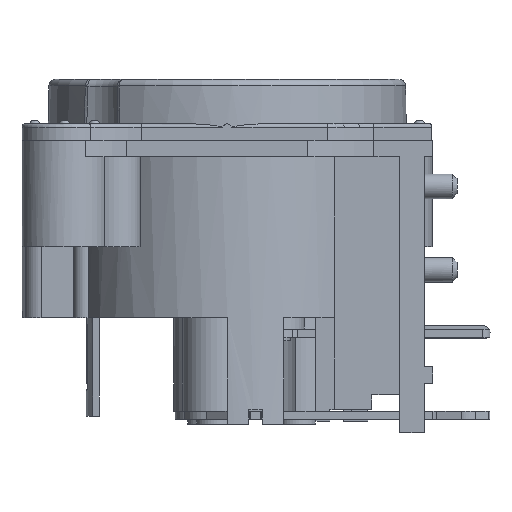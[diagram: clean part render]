
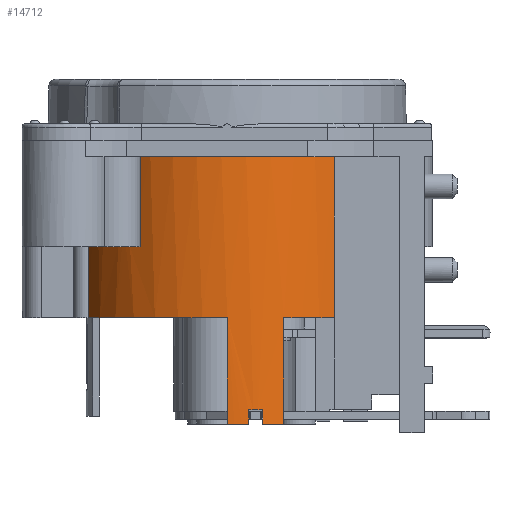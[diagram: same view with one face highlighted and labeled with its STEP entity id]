
A CAD part, left-side view. The second image highlights one B-rep face of the part: STEP entity #14712.
In plain terms, the highlighted cylindrical face has radius 9.2 mm (diameter 18.4 mm), a partial arc.
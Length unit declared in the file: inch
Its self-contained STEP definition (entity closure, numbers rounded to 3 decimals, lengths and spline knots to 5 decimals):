
#1159=LINE('',#22785,#2986);
#1160=LINE('',#22791,#2987);
#1161=LINE('',#22794,#2988);
#1162=LINE('',#22796,#2989);
#1163=LINE('',#22800,#2990);
#1164=LINE('',#22804,#2991);
#1165=LINE('',#22807,#2992);
#1166=LINE('',#22810,#2993);
#2986=VECTOR('',#17929,0.25591);
#2987=VECTOR('',#17934,0.03543);
#2988=VECTOR('',#17937,0.25591);
#2989=VECTOR('',#17938,0.38583);
#2990=VECTOR('',#17941,0.21654);
#2991=VECTOR('',#17944,0.21654);
#2992=VECTOR('',#17947,0.38583);
#2993=VECTOR('',#17950,0.03543);
#4333=FACE_OUTER_BOUND('',#4908,.T.);
#4908=EDGE_LOOP('',(#11775,#11776,#11777,#11778,#11779,#11780,#11781,#11782,
#11783,#11784,#11785,#11786,#11787,#11788,#11789,#11790));
#5505=CIRCLE('',#15436,0.3622);
#5517=CIRCLE('',#15448,0.3622);
#5530=CIRCLE('',#15463,0.3622);
#5531=CIRCLE('',#15464,0.3622);
#5532=CIRCLE('',#15465,0.3622);
#5533=CIRCLE('',#15466,0.3622);
#5534=CIRCLE('',#15467,0.3622);
#5535=CIRCLE('',#15468,0.3622);
#7017=VERTEX_POINT('',#22626);
#7019=VERTEX_POINT('',#22629);
#7068=VERTEX_POINT('',#22727);
#7069=VERTEX_POINT('',#22729);
#7095=VERTEX_POINT('',#22783);
#7096=VERTEX_POINT('',#22787);
#7097=VERTEX_POINT('',#22788);
#7098=VERTEX_POINT('',#22790);
#7099=VERTEX_POINT('',#22792);
#7100=VERTEX_POINT('',#22795);
#7101=VERTEX_POINT('',#22797);
#7102=VERTEX_POINT('',#22799);
#7103=VERTEX_POINT('',#22801);
#7104=VERTEX_POINT('',#22803);
#7105=VERTEX_POINT('',#22805);
#7106=VERTEX_POINT('',#22808);
#9061=EDGE_CURVE('',#7017,#7019,#5505,.T.);
#9111=EDGE_CURVE('',#7068,#7069,#5517,.T.);
#9139=EDGE_CURVE('',#7017,#7095,#1159,.T.);
#9140=EDGE_CURVE('',#7096,#7097,#5530,.T.);
#9141=EDGE_CURVE('',#7096,#7098,#1160,.T.);
#9142=EDGE_CURVE('',#7099,#7098,#5531,.T.);
#9143=EDGE_CURVE('',#7099,#7069,#1161,.T.);
#9144=EDGE_CURVE('',#7068,#7100,#1162,.T.);
#9145=EDGE_CURVE('',#7101,#7100,#5532,.T.);
#9146=EDGE_CURVE('',#7101,#7102,#1163,.T.);
#9147=EDGE_CURVE('',#7103,#7102,#5533,.T.);
#9148=EDGE_CURVE('',#7103,#7104,#1164,.T.);
#9149=EDGE_CURVE('',#7105,#7104,#5534,.T.);
#9150=EDGE_CURVE('',#7105,#7019,#1165,.T.);
#9151=EDGE_CURVE('',#7106,#7095,#5535,.T.);
#9152=EDGE_CURVE('',#7106,#7097,#1166,.T.);
#11775=ORIENTED_EDGE('',*,*,#9140,.F.);
#11776=ORIENTED_EDGE('',*,*,#9141,.T.);
#11777=ORIENTED_EDGE('',*,*,#9142,.F.);
#11778=ORIENTED_EDGE('',*,*,#9143,.T.);
#11779=ORIENTED_EDGE('',*,*,#9111,.F.);
#11780=ORIENTED_EDGE('',*,*,#9144,.T.);
#11781=ORIENTED_EDGE('',*,*,#9145,.F.);
#11782=ORIENTED_EDGE('',*,*,#9146,.T.);
#11783=ORIENTED_EDGE('',*,*,#9147,.F.);
#11784=ORIENTED_EDGE('',*,*,#9148,.T.);
#11785=ORIENTED_EDGE('',*,*,#9149,.F.);
#11786=ORIENTED_EDGE('',*,*,#9150,.T.);
#11787=ORIENTED_EDGE('',*,*,#9061,.F.);
#11788=ORIENTED_EDGE('',*,*,#9139,.T.);
#11789=ORIENTED_EDGE('',*,*,#9151,.F.);
#11790=ORIENTED_EDGE('',*,*,#9152,.T.);
#13955=CYLINDRICAL_SURFACE('',#15462,0.3622);
#14712=ADVANCED_FACE('',(#4333),#13955,.T.);
#15436=AXIS2_PLACEMENT_3D('',#22630,#17824,#17825);
#15448=AXIS2_PLACEMENT_3D('',#22730,#17886,#17887);
#15462=AXIS2_PLACEMENT_3D('',#22786,#17930,#17931);
#15463=AXIS2_PLACEMENT_3D('',#22789,#17932,#17933);
#15464=AXIS2_PLACEMENT_3D('',#22793,#17935,#17936);
#15465=AXIS2_PLACEMENT_3D('',#22798,#17939,#17940);
#15466=AXIS2_PLACEMENT_3D('',#22802,#17942,#17943);
#15467=AXIS2_PLACEMENT_3D('',#22806,#17945,#17946);
#15468=AXIS2_PLACEMENT_3D('',#22809,#17948,#17949);
#17824=DIRECTION('center_axis',(0.,0.,-1.));
#17825=DIRECTION('ref_axis',(-1.,0.,0.));
#17886=DIRECTION('center_axis',(0.,0.,-1.));
#17887=DIRECTION('ref_axis',(-0.707,-0.708,0.));
#17929=DIRECTION('',(0.,0.,-1.));
#17930=DIRECTION('center_axis',(0.,0.,1.));
#17931=DIRECTION('ref_axis',(1.,0.,0.));
#17932=DIRECTION('center_axis',(0.,0.,-1.));
#17933=DIRECTION('ref_axis',(-0.972,-0.234,0.));
#17934=DIRECTION('',(0.,0.,-1.));
#17935=DIRECTION('center_axis',(0.,0.,-1.));
#17936=DIRECTION('ref_axis',(-0.927,-0.375,0.));
#17937=DIRECTION('',(0.,0.,1.));
#17938=DIRECTION('',(0.,0.,1.));
#17939=DIRECTION('center_axis',(0.,0.,1.));
#17940=DIRECTION('ref_axis',(-0.766,0.643,0.));
#17941=DIRECTION('',(0.,0.,-1.));
#17942=DIRECTION('center_axis',(0.,0.,1.));
#17943=DIRECTION('ref_axis',(-0.691,0.723,0.));
#17944=DIRECTION('',(0.,0.,1.));
#17945=DIRECTION('center_axis',(0.,0.,1.));
#17946=DIRECTION('ref_axis',(-0.392,0.92,0.));
#17947=DIRECTION('',(0.,0.,-1.));
#17948=DIRECTION('center_axis',(0.,0.,-1.));
#17949=DIRECTION('ref_axis',(-0.99,-0.141,0.));
#17950=DIRECTION('',(0.,0.,1.));
#22626=CARTESIAN_POINT('',(-0.48614,-0.02677,-0.46457));
#22629=CARTESIAN_POINT('',(-0.26593,0.30644,-0.46457));
#22630=CARTESIAN_POINT('Origin',(-0.12393,-0.02677,
-0.46457));
#22727=CARTESIAN_POINT('',(-0.37984,-0.2831,-0.46457));
#22729=CARTESIAN_POINT('',(-0.45971,-0.1626,-0.46457));
#22730=CARTESIAN_POINT('Origin',(-0.12393,-0.02677,
-0.46457));
#22783=CARTESIAN_POINT('',(-0.48614,-0.02677,-0.72047));
#22785=CARTESIAN_POINT('',(-0.48614,-0.02677,-0.46457));
#22786=CARTESIAN_POINT('Origin',(-0.12393,-0.02677,
-0.46457));
#22787=CARTESIAN_POINT('',(-0.47611,-0.11142,-0.68504));
#22788=CARTESIAN_POINT('',(-0.4825,-0.07795,-0.68504));
#22789=CARTESIAN_POINT('Origin',(-0.12393,-0.02677,
-0.68504));
#22790=CARTESIAN_POINT('',(-0.47611,-0.11142,-0.72047));
#22791=CARTESIAN_POINT('',(-0.47611,-0.11142,-0.68504));
#22792=CARTESIAN_POINT('',(-0.45971,-0.1626,-0.72047));
#22793=CARTESIAN_POINT('Origin',(-0.12393,-0.02677,
-0.72047));
#22794=CARTESIAN_POINT('',(-0.45971,-0.1626,-0.72047));
#22795=CARTESIAN_POINT('',(-0.37984,-0.2831,-0.07874));
#22796=CARTESIAN_POINT('',(-0.37984,-0.2831,-0.46457));
#22797=CARTESIAN_POINT('',(-0.40122,0.20626,-0.07874));
#22798=CARTESIAN_POINT('Origin',(-0.12393,-0.02677,
-0.07874));
#22799=CARTESIAN_POINT('',(-0.40122,0.20626,-0.29528));
#22800=CARTESIAN_POINT('',(-0.40122,0.20626,-0.07874));
#22801=CARTESIAN_POINT('',(-0.37428,0.23499,-0.29528));
#22802=CARTESIAN_POINT('Origin',(-0.12393,-0.02677,
-0.29528));
#22803=CARTESIAN_POINT('',(-0.37428,0.23499,-0.07874));
#22804=CARTESIAN_POINT('',(-0.37428,0.23499,-0.46457));
#22805=CARTESIAN_POINT('',(-0.26593,0.30644,-0.07874));
#22806=CARTESIAN_POINT('Origin',(-0.12393,-0.02677,
-0.07874));
#22807=CARTESIAN_POINT('',(-0.26593,0.30644,-0.07874));
#22808=CARTESIAN_POINT('',(-0.4825,-0.07795,-0.72047));
#22809=CARTESIAN_POINT('Origin',(-0.12393,-0.02677,
-0.72047));
#22810=CARTESIAN_POINT('',(-0.4825,-0.07795,-0.72047));
